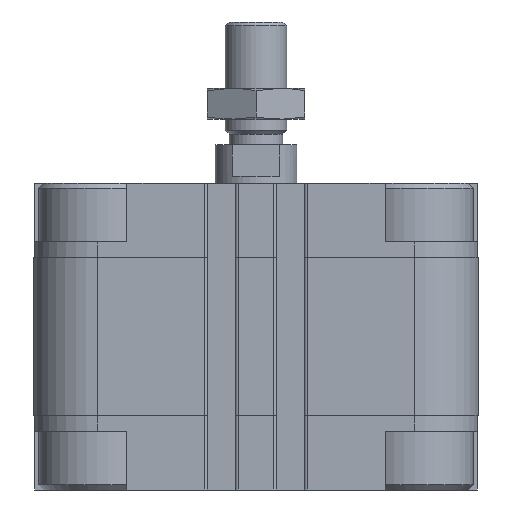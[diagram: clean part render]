
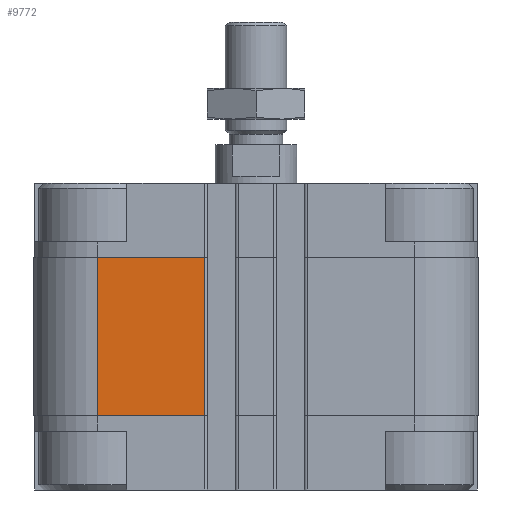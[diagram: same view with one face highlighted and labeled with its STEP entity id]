
A CAD part, front view. The second image highlights one B-rep face of the part: STEP entity #9772.
In plain terms, the highlighted face is planar.
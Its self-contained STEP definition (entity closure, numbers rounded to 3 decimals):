
#1904=ORIENTED_EDGE('',*,*,#4384,.F.);
#1905=ORIENTED_EDGE('',*,*,#4410,.F.);
#1906=ORIENTED_EDGE('',*,*,#4098,.T.);
#1907=ORIENTED_EDGE('',*,*,#4411,.T.);
#4098=EDGE_CURVE('',#5503,#5502,#6327,.T.);
#4384=EDGE_CURVE('',#5672,#5673,#6535,.T.);
#4410=EDGE_CURVE('',#5503,#5672,#6555,.T.);
#4411=EDGE_CURVE('',#5502,#5673,#6556,.T.);
#5502=VERTEX_POINT('',#15070);
#5503=VERTEX_POINT('',#15072);
#5672=VERTEX_POINT('',#15632);
#5673=VERTEX_POINT('',#15634);
#6327=LINE('',#15071,#7207);
#6535=LINE('',#15633,#7415);
#6555=LINE('',#15687,#7435);
#6556=LINE('',#15689,#7436);
#7207=VECTOR('',#11682,1000.);
#7415=VECTOR('',#12258,1000.);
#7435=VECTOR('',#12332,1000.);
#7436=VECTOR('',#12335,1000.);
#7994=EDGE_LOOP('',(#1904,#1905,#1906,#1907));
#8696=FACE_BOUND('',#7994,.T.);
#9318=PLANE('',#10571);
#9772=ADVANCED_FACE('',(#8696),#9318,.T.);
#10571=AXIS2_PLACEMENT_3D('',#15688,#12333,#12334);
#11682=DIRECTION('',(-1.,0.,0.));
#12258=DIRECTION('',(-1.,0.,0.));
#12332=DIRECTION('',(0.,0.,1.));
#12333=DIRECTION('',(0.,1.,0.));
#12334=DIRECTION('',(0.,0.,1.));
#12335=DIRECTION('',(0.,0.,1.));
#15070=CARTESIAN_POINT('',(10.05,43.5,-45.5));
#15071=CARTESIAN_POINT('',(31.,43.5,-45.5));
#15072=CARTESIAN_POINT('',(31.,43.5,-45.5));
#15632=CARTESIAN_POINT('',(31.,43.5,-14.5));
#15633=CARTESIAN_POINT('',(31.,43.5,-14.5));
#15634=CARTESIAN_POINT('',(10.05,43.5,-14.5));
#15687=CARTESIAN_POINT('',(31.,43.5,-45.5));
#15688=CARTESIAN_POINT('',(31.,43.5,-45.5));
#15689=CARTESIAN_POINT('',(10.05,43.5,-45.5));
